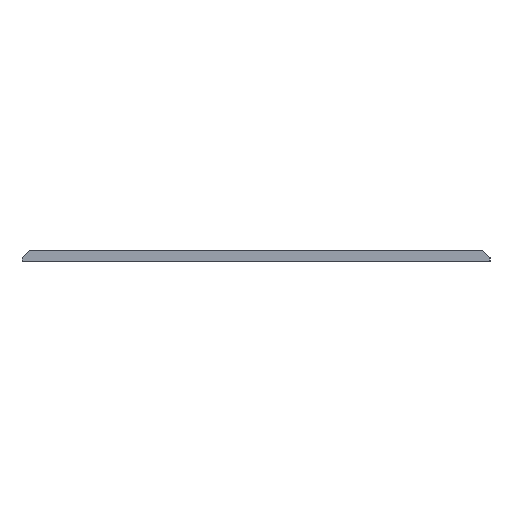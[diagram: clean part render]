
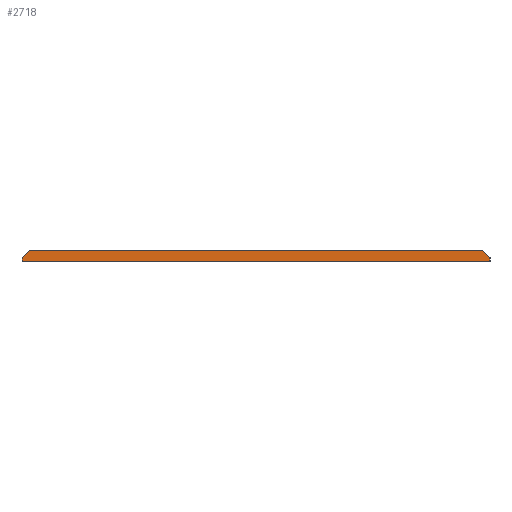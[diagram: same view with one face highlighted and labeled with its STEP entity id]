
A CAD part, left-side view. The second image highlights one B-rep face of the part: STEP entity #2718.
In plain terms, the highlighted planar face has unit normal (-1, 0, 0).
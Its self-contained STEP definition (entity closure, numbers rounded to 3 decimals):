
#70=CARTESIAN_POINT('Vertex',(-70.65,-66.,0.)) ;
#73=CARTESIAN_POINT('Line Origine',(-70.65,0.,0.)) ;
#77=CARTESIAN_POINT('Vertex',(-70.65,66.,0.)) ;
#2609=CARTESIAN_POINT('Vertex',(-70.65,-66.,1.)) ;
#2614=CARTESIAN_POINT('Line Origine',(-70.65,-66.,0.5)) ;
#2640=CARTESIAN_POINT('Vertex',(-70.65,-64.,3.)) ;
#2645=CARTESIAN_POINT('Line Origine',(-70.65,-65.,2.)) ;
#2673=CARTESIAN_POINT('Vertex',(-70.65,66.,1.)) ;
#2681=CARTESIAN_POINT('Line Origine',(-70.65,66.,0.5)) ;
#2693=CARTESIAN_POINT('Axis2P3D Location',(-70.65,-66.,0.)) ;
#2698=CARTESIAN_POINT('Line Origine',(-70.65,65.,2.)) ;
#2702=CARTESIAN_POINT('Vertex',(-70.65,64.,3.)) ;
#2705=CARTESIAN_POINT('Line Origine',(-70.65,0.,3.)) ;
#74=DIRECTION('Vector Direction',(0.,1.,0.)) ;
#2615=DIRECTION('Vector Direction',(0.,0.,1.)) ;
#2646=DIRECTION('Vector Direction',(0.,0.707,0.707)) ;
#2682=DIRECTION('Vector Direction',(0.,0.,1.)) ;
#2694=DIRECTION('Axis2P3D Direction',(1.,0.,0.)) ;
#2695=DIRECTION('Axis2P3D XDirection',(0.,1.,0.)) ;
#2699=DIRECTION('Vector Direction',(0.,0.707,-0.707)) ;
#2706=DIRECTION('Vector Direction',(0.,1.,0.)) ;
#2696=AXIS2_PLACEMENT_3D('Plane Axis2P3D',#2693,#2694,#2695) ;
#2711=ORIENTED_EDGE('',*,*,#2704,.F.) ;
#2712=ORIENTED_EDGE('',*,*,#2685,.F.) ;
#2713=ORIENTED_EDGE('',*,*,#79,.T.) ;
#2714=ORIENTED_EDGE('',*,*,#2618,.T.) ;
#2715=ORIENTED_EDGE('',*,*,#2649,.F.) ;
#2716=ORIENTED_EDGE('',*,*,#2709,.F.) ;
#75=VECTOR('Line Direction',#74,1.) ;
#2616=VECTOR('Line Direction',#2615,1.) ;
#2647=VECTOR('Line Direction',#2646,1.) ;
#2683=VECTOR('Line Direction',#2682,1.) ;
#2700=VECTOR('Line Direction',#2699,1.) ;
#2707=VECTOR('Line Direction',#2706,1.) ;
#2718=ADVANCED_FACE('top-cover',(#2717),#2697,.F.) ;
#79=EDGE_CURVE('',#78,#71,#76,.F.) ;
#2618=EDGE_CURVE('',#71,#2610,#2617,.T.) ;
#2649=EDGE_CURVE('',#2641,#2610,#2648,.F.) ;
#2685=EDGE_CURVE('',#78,#2674,#2684,.T.) ;
#2704=EDGE_CURVE('',#2674,#2703,#2701,.F.) ;
#2709=EDGE_CURVE('',#2703,#2641,#2708,.F.) ;
#2710=EDGE_LOOP('',(#2711,#2712,#2713,#2714,#2715,#2716)) ;
#2717=FACE_OUTER_BOUND('',#2710,.T.) ;
#76=LINE('Line',#73,#75) ;
#2617=LINE('Line',#2614,#2616) ;
#2648=LINE('Line',#2645,#2647) ;
#2684=LINE('Line',#2681,#2683) ;
#2701=LINE('Line',#2698,#2700) ;
#2708=LINE('Line',#2705,#2707) ;
#2697=PLANE('',#2696) ;
#71=VERTEX_POINT('',#70) ;
#78=VERTEX_POINT('',#77) ;
#2610=VERTEX_POINT('',#2609) ;
#2641=VERTEX_POINT('',#2640) ;
#2674=VERTEX_POINT('',#2673) ;
#2703=VERTEX_POINT('',#2702) ;
